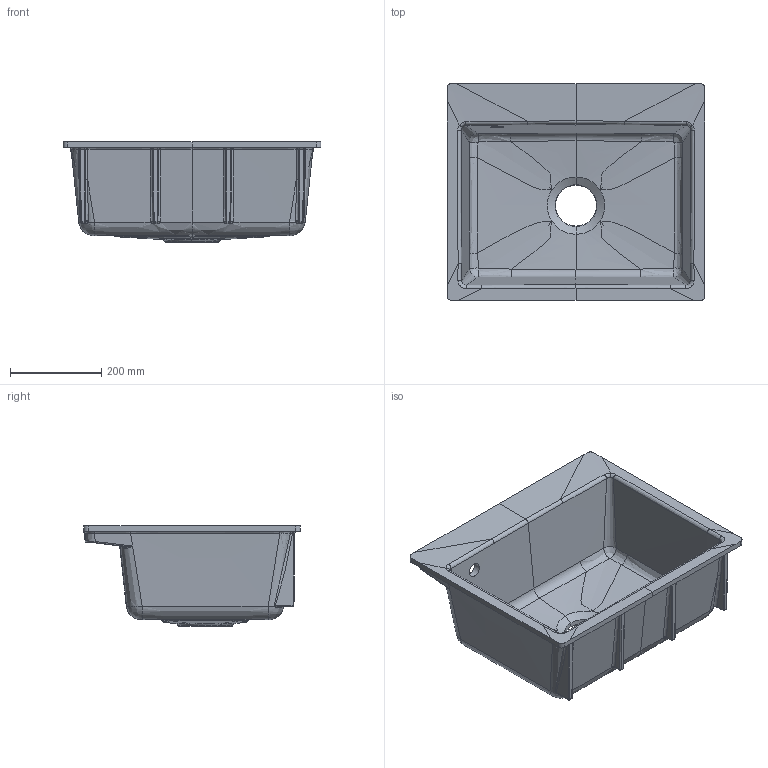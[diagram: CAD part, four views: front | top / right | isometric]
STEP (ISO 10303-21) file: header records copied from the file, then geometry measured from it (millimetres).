
FILE_DESCRIPTION(/* description */ (''),/* implementation_level */ '2;1');
FILE_NAME(/* name */ '33090F_33091F_33092F.stp',/* time_stamp */ '2022-07-12T08:50:33+02:00',/* author */ (''),/* organization */ (''),/* preprocessor_version */ 'ST-DEVELOPER v18.1',/* originating_system */ 'SIEMENS PLM Software NX 1973',/* authorisation */ '');
FILE_SCHEMA (('AUTOMOTIVE_DESIGN { 1 0 10303 214 3 1 1 1 }'));
Length unit declared in the file: millimetre
Products named in the file (1): rupp63C8EE96w7pc
Bounding box: 565 x 475 x 219.84 mm (x, y, z)
Volume: 7748446.3 mm3; surface area: 1125013.5 mm2
Topology: 1 solids, 1 shells, 347 faces, 812 edges, 439 vertices
Faces by surface type: bspline 304, sphere 18, plane 16, cylinder 5, torus 2, cone 2
Full cylindrical faces by diameter (mm): 30 x1
Entity records: 20303 total; most frequent: CARTESIAN_POINT 14981, ORIENTED_EDGE 1570, EDGE_CURVE 785, B_SPLINE_CURVE_WITH_KNOTS 595, VERTEX_POINT 439, DIRECTION 359, EDGE_LOOP 350, ADVANCED_FACE 347
